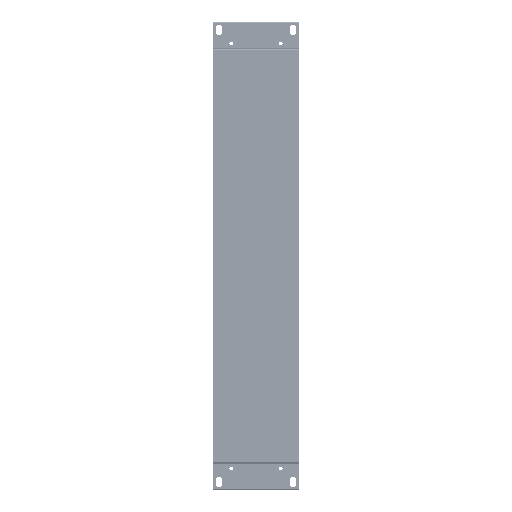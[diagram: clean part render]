
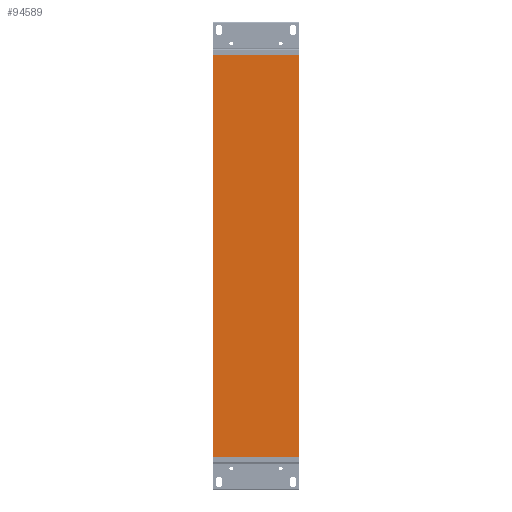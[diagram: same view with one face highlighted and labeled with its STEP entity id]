
A CAD part, left-side view. The second image highlights one B-rep face of the part: STEP entity #94589.
In plain terms, the highlighted planar face has unit normal (-1, 0, 0).
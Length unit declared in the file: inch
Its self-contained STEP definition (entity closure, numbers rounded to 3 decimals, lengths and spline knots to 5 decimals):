
#8191 = CARTESIAN_POINT ( 'NONE',  ( 0., -1.735, -8.1752 ) ) ;
#8310 = CARTESIAN_POINT ( 'NONE',  ( 0., 1.735, 0. ) ) ;
#13451 = EDGE_CURVE ( 'NONE', #167504, #14179, #196540, .T. ) ;
#14179 = VERTEX_POINT ( 'NONE', #25912 ) ;
#16930 = CARTESIAN_POINT ( 'NONE',  ( 0., 1.735, 8.1752 ) ) ;
#16968 = CARTESIAN_POINT ( 'NONE',  ( 0., -1.735, 8.1752 ) ) ;
#17604 = LINE ( 'NONE', #154957, #205393 ) ;
#19937 = DIRECTION ( 'NONE',  ( 0., -1., 0. ) ) ;
#25912 = CARTESIAN_POINT ( 'NONE',  ( 0., 1.735, -8.1752 ) ) ;
#40831 = DIRECTION ( 'NONE',  ( 0., 0., -1. ) ) ;
#43928 = EDGE_CURVE ( 'NONE', #123518, #83230, #181107, .T. ) ;
#58811 = VECTOR ( 'NONE', #78235, 39.37008 ) ;
#76475 = FACE_OUTER_BOUND ( 'NONE', #80183, .T. ) ;
#78235 = DIRECTION ( 'NONE',  ( 0., 0., -1. ) ) ;
#78696 = PLANE ( 'NONE',  #180985 ) ;
#80183 = EDGE_LOOP ( 'NONE', ( #126204, #150794, #189795, #212444 ) ) ;
#83230 = VERTEX_POINT ( 'NONE', #16968 ) ;
#91703 = CARTESIAN_POINT ( 'NONE',  ( 0., 1.735, 0. ) ) ;
#92145 = DIRECTION ( 'NONE',  ( -1., 0., 0. ) ) ;
#94589 = ADVANCED_FACE ( 'NONE', ( #76475 ), #78696, .T. ) ;
#100284 = VECTOR ( 'NONE', #19937, 39.37008 ) ;
#100381 = EDGE_CURVE ( 'NONE', #14179, #123518, #118200, .T. ) ;
#117323 = DIRECTION ( 'NONE',  ( 0., 0., 1. ) ) ;
#118070 = DIRECTION ( 'NONE',  ( 0., 1., 0. ) ) ;
#118200 = LINE ( 'NONE', #205262, #100284 ) ;
#123518 = VERTEX_POINT ( 'NONE', #8191 ) ;
#126204 = ORIENTED_EDGE ( 'NONE', *, *, #100381, .T. ) ;
#150794 = ORIENTED_EDGE ( 'NONE', *, *, #43928, .T. ) ;
#154957 = CARTESIAN_POINT ( 'NONE',  ( 0., 1.735, 8.1752 ) ) ;
#159800 = VECTOR ( 'NONE', #117323, 39.37008 ) ;
#164350 = CARTESIAN_POINT ( 'NONE',  ( 0., -1.735, 0. ) ) ;
#167504 = VERTEX_POINT ( 'NONE', #16930 ) ;
#180985 = AXIS2_PLACEMENT_3D ( 'NONE', #8310, #92145, #40831 ) ;
#181107 = LINE ( 'NONE', #164350, #159800 ) ;
#184865 = EDGE_CURVE ( 'NONE', #83230, #167504, #17604, .T. ) ;
#189795 = ORIENTED_EDGE ( 'NONE', *, *, #184865, .T. ) ;
#196540 = LINE ( 'NONE', #91703, #58811 ) ;
#205262 = CARTESIAN_POINT ( 'NONE',  ( 0., 1.735, -8.1752 ) ) ;
#205393 = VECTOR ( 'NONE', #118070, 39.37008 ) ;
#212444 = ORIENTED_EDGE ( 'NONE', *, *, #13451, .T. ) ;
